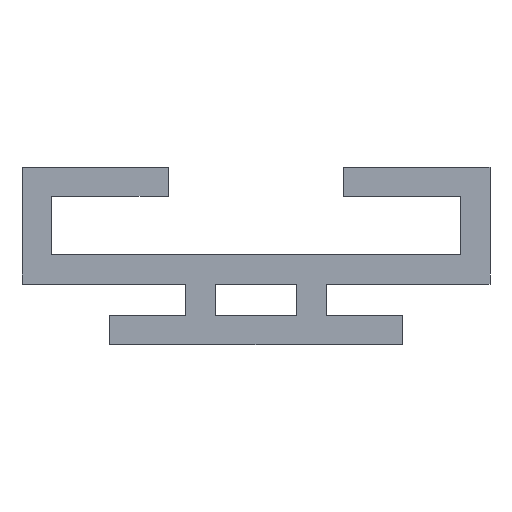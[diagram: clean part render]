
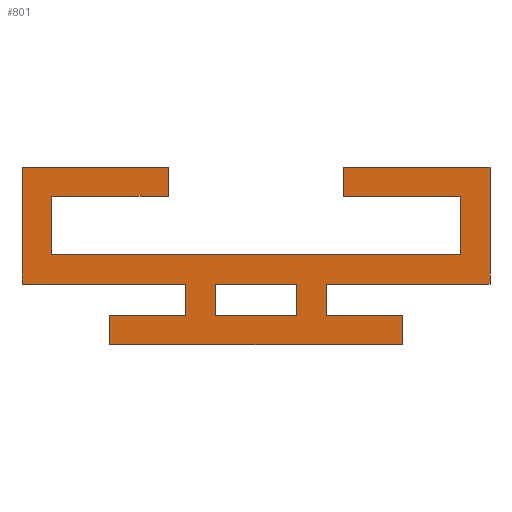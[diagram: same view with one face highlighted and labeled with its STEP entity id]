
A CAD part, front view. The second image highlights one B-rep face of the part: STEP entity #801.
In plain terms, the highlighted planar face has unit normal (0, -1, 0).
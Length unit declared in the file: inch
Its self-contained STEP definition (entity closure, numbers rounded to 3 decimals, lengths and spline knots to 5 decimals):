
#24=CARTESIAN_POINT('',(0.175,-2.615,-0.125));
#25=VERTEX_POINT('',#24);
#26=CARTESIAN_POINT('',(-0.175,-2.615,-0.125));
#27=VERTEX_POINT('',#26);
#28=CARTESIAN_POINT('',(0.175,-2.615,-0.125));
#29=DIRECTION('',(-1.,0.,0.));
#30=VECTOR('',#29,1.);
#31=LINE('',#28,#30);
#32=EDGE_CURVE('',#25,#27,#31,.T.);
#64=CARTESIAN_POINT('',(-0.175,-2.615,-0.26));
#65=VERTEX_POINT('',#64);
#66=CARTESIAN_POINT('',(-0.175,-2.615,-0.125));
#67=DIRECTION('',(0.,0.,-1.));
#68=VECTOR('',#67,1.);
#69=LINE('',#66,#68);
#70=EDGE_CURVE('',#27,#65,#69,.T.);
#95=CARTESIAN_POINT('',(0.175,-2.615,-0.26));
#96=VERTEX_POINT('',#95);
#97=CARTESIAN_POINT('',(-0.175,-2.615,-0.26));
#98=DIRECTION('',(1.,0.,0.));
#99=VECTOR('',#98,1.);
#100=LINE('',#97,#99);
#101=EDGE_CURVE('',#65,#96,#100,.T.);
#126=CARTESIAN_POINT('',(0.175,-2.615,-0.125));
#127=DIRECTION('',(0.,0.,1.));
#128=VECTOR('',#127,1.);
#129=LINE('',#126,#128);
#130=EDGE_CURVE('',#96,#25,#129,.T.);
#148=CARTESIAN_POINT('',(0.3,-2.615,-0.125));
#149=VERTEX_POINT('',#148);
#150=CARTESIAN_POINT('',(0.3,-2.615,-0.26));
#151=VERTEX_POINT('',#150);
#152=CARTESIAN_POINT('',(0.3,-2.615,-0.125));
#153=DIRECTION('',(0.,0.,-1.));
#154=VECTOR('',#153,1.);
#155=LINE('',#152,#154);
#156=EDGE_CURVE('',#149,#151,#155,.T.);
#188=CARTESIAN_POINT('',(0.625,-2.615,-0.26));
#189=VERTEX_POINT('',#188);
#190=CARTESIAN_POINT('',(0.3,-2.615,-0.26));
#191=DIRECTION('',(1.,0.,0.));
#192=VECTOR('',#191,1.);
#193=LINE('',#190,#192);
#194=EDGE_CURVE('',#151,#189,#193,.T.);
#219=CARTESIAN_POINT('',(0.625,-2.615,-0.385));
#220=VERTEX_POINT('',#219);
#221=CARTESIAN_POINT('',(0.625,-2.615,-0.26));
#222=DIRECTION('',(0.,0.,-1.));
#223=VECTOR('',#222,1.);
#224=LINE('',#221,#223);
#225=EDGE_CURVE('',#189,#220,#224,.T.);
#250=CARTESIAN_POINT('',(-0.625,-2.615,-0.385));
#251=VERTEX_POINT('',#250);
#252=CARTESIAN_POINT('',(-0.625,-2.615,-0.385));
#253=DIRECTION('',(-1.,0.,0.));
#254=VECTOR('',#253,1.);
#255=LINE('',#252,#254);
#256=EDGE_CURVE('',#220,#251,#255,.T.);
#281=CARTESIAN_POINT('',(-0.625,-2.615,-0.26));
#282=VERTEX_POINT('',#281);
#283=CARTESIAN_POINT('',(-0.625,-2.615,-0.26));
#284=DIRECTION('',(0.,0.,1.));
#285=VECTOR('',#284,1.);
#286=LINE('',#283,#285);
#287=EDGE_CURVE('',#251,#282,#286,.T.);
#312=CARTESIAN_POINT('',(-0.3,-2.615,-0.26));
#313=VERTEX_POINT('',#312);
#314=CARTESIAN_POINT('',(-0.625,-2.615,-0.26));
#315=DIRECTION('',(1.,0.,0.));
#316=VECTOR('',#315,1.);
#317=LINE('',#314,#316);
#318=EDGE_CURVE('',#282,#313,#317,.T.);
#343=CARTESIAN_POINT('',(-0.3,-2.615,-0.125));
#344=VERTEX_POINT('',#343);
#345=CARTESIAN_POINT('',(-0.3,-2.615,-0.125));
#346=DIRECTION('',(0.,0.,1.));
#347=VECTOR('',#346,1.);
#348=LINE('',#345,#347);
#349=EDGE_CURVE('',#313,#344,#348,.T.);
#374=CARTESIAN_POINT('',(-1.,-2.615,-0.125));
#375=VERTEX_POINT('',#374);
#376=CARTESIAN_POINT('',(-0.3,-2.615,-0.125));
#377=DIRECTION('',(-1.,0.,0.));
#378=VECTOR('',#377,1.);
#379=LINE('',#376,#378);
#380=EDGE_CURVE('',#344,#375,#379,.T.);
#405=CARTESIAN_POINT('',(-1.,-2.615,0.375));
#406=VERTEX_POINT('',#405);
#407=CARTESIAN_POINT('',(-1.,-2.615,0.375));
#408=DIRECTION('',(0.,0.,1.));
#409=VECTOR('',#408,1.);
#410=LINE('',#407,#409);
#411=EDGE_CURVE('',#375,#406,#410,.T.);
#436=CARTESIAN_POINT('',(-0.375,-2.615,0.375));
#437=VERTEX_POINT('',#436);
#438=CARTESIAN_POINT('',(-0.375,-2.615,0.375));
#439=DIRECTION('',(1.,0.,0.));
#440=VECTOR('',#439,1.);
#441=LINE('',#438,#440);
#442=EDGE_CURVE('',#406,#437,#441,.T.);
#467=CARTESIAN_POINT('',(-0.375,-2.615,0.25));
#468=VERTEX_POINT('',#467);
#469=CARTESIAN_POINT('',(-0.375,-2.615,0.375));
#470=DIRECTION('',(0.,0.,-1.));
#471=VECTOR('',#470,1.);
#472=LINE('',#469,#471);
#473=EDGE_CURVE('',#437,#468,#472,.T.);
#498=CARTESIAN_POINT('',(-0.875,-2.615,0.25));
#499=VERTEX_POINT('',#498);
#500=CARTESIAN_POINT('',(-0.375,-2.615,0.25));
#501=DIRECTION('',(-1.,0.,0.));
#502=VECTOR('',#501,1.);
#503=LINE('',#500,#502);
#504=EDGE_CURVE('',#468,#499,#503,.T.);
#529=CARTESIAN_POINT('',(-0.875,-2.615,0.));
#530=VERTEX_POINT('',#529);
#531=CARTESIAN_POINT('',(-0.875,-2.615,0.25));
#532=DIRECTION('',(0.,0.,-1.));
#533=VECTOR('',#532,1.);
#534=LINE('',#531,#533);
#535=EDGE_CURVE('',#499,#530,#534,.T.);
#560=CARTESIAN_POINT('',(0.875,-2.615,0.));
#561=VERTEX_POINT('',#560);
#562=CARTESIAN_POINT('',(0.875,-2.615,0.));
#563=DIRECTION('',(1.,0.,0.));
#564=VECTOR('',#563,1.);
#565=LINE('',#562,#564);
#566=EDGE_CURVE('',#530,#561,#565,.T.);
#591=CARTESIAN_POINT('',(0.875,-2.615,0.25));
#592=VERTEX_POINT('',#591);
#593=CARTESIAN_POINT('',(0.875,-2.615,0.));
#594=DIRECTION('',(0.,0.,1.));
#595=VECTOR('',#594,1.);
#596=LINE('',#593,#595);
#597=EDGE_CURVE('',#561,#592,#596,.T.);
#622=CARTESIAN_POINT('',(0.375,-2.615,0.25));
#623=VERTEX_POINT('',#622);
#624=CARTESIAN_POINT('',(0.875,-2.615,0.25));
#625=DIRECTION('',(-1.,0.,0.));
#626=VECTOR('',#625,1.);
#627=LINE('',#624,#626);
#628=EDGE_CURVE('',#592,#623,#627,.T.);
#653=CARTESIAN_POINT('',(0.375,-2.615,0.375));
#654=VERTEX_POINT('',#653);
#655=CARTESIAN_POINT('',(0.375,-2.615,0.25));
#656=DIRECTION('',(0.,0.,1.));
#657=VECTOR('',#656,1.);
#658=LINE('',#655,#657);
#659=EDGE_CURVE('',#623,#654,#658,.T.);
#684=CARTESIAN_POINT('',(1.,-2.615,0.375));
#685=VERTEX_POINT('',#684);
#686=CARTESIAN_POINT('',(1.,-2.615,0.375));
#687=DIRECTION('',(1.,0.,0.));
#688=VECTOR('',#687,1.);
#689=LINE('',#686,#688);
#690=EDGE_CURVE('',#654,#685,#689,.T.);
#715=CARTESIAN_POINT('',(1.,-2.615,-0.125));
#716=VERTEX_POINT('',#715);
#717=CARTESIAN_POINT('',(1.,-2.615,-0.125));
#718=DIRECTION('',(0.,0.,-1.));
#719=VECTOR('',#718,1.);
#720=LINE('',#717,#719);
#721=EDGE_CURVE('',#685,#716,#720,.T.);
#746=CARTESIAN_POINT('',(1.,-2.615,-0.125));
#747=DIRECTION('',(-1.,0.,0.));
#748=VECTOR('',#747,1.);
#749=LINE('',#746,#748);
#750=EDGE_CURVE('',#716,#149,#749,.T.);
#768=ORIENTED_EDGE('',*,*,#156,.F.);
#769=ORIENTED_EDGE('',*,*,#750,.F.);
#770=ORIENTED_EDGE('',*,*,#721,.F.);
#771=ORIENTED_EDGE('',*,*,#690,.F.);
#772=ORIENTED_EDGE('',*,*,#659,.F.);
#773=ORIENTED_EDGE('',*,*,#628,.F.);
#774=ORIENTED_EDGE('',*,*,#597,.F.);
#775=ORIENTED_EDGE('',*,*,#566,.F.);
#776=ORIENTED_EDGE('',*,*,#535,.F.);
#777=ORIENTED_EDGE('',*,*,#504,.F.);
#778=ORIENTED_EDGE('',*,*,#473,.F.);
#779=ORIENTED_EDGE('',*,*,#442,.F.);
#780=ORIENTED_EDGE('',*,*,#411,.F.);
#781=ORIENTED_EDGE('',*,*,#380,.F.);
#782=ORIENTED_EDGE('',*,*,#349,.F.);
#783=ORIENTED_EDGE('',*,*,#318,.F.);
#784=ORIENTED_EDGE('',*,*,#287,.F.);
#785=ORIENTED_EDGE('',*,*,#256,.F.);
#786=ORIENTED_EDGE('',*,*,#225,.F.);
#787=ORIENTED_EDGE('',*,*,#194,.F.);
#788=EDGE_LOOP('',(#768,#769,#770,#771,#772,#773,#774,#775,#776,#777,#778,#779,#780,#781,#782,#783,#784,#785,#786,#787));
#789=FACE_OUTER_BOUND('',#788,.T.);
#790=ORIENTED_EDGE('',*,*,#32,.F.);
#791=ORIENTED_EDGE('',*,*,#130,.F.);
#792=ORIENTED_EDGE('',*,*,#101,.F.);
#793=ORIENTED_EDGE('',*,*,#70,.F.);
#794=EDGE_LOOP('',(#790,#791,#792,#793));
#795=FACE_BOUND('',#794,.T.);
#796=CARTESIAN_POINT('',(0.78137,-2.615,-0.125));
#797=DIRECTION('',(0.,-1.,0.));
#798=DIRECTION('',(1.,0.,0.));
#799=AXIS2_PLACEMENT_3D('',#796,#797,#798);
#800=PLANE('',#799);
#801=ADVANCED_FACE('',(#789,#795),#800,.T.);
